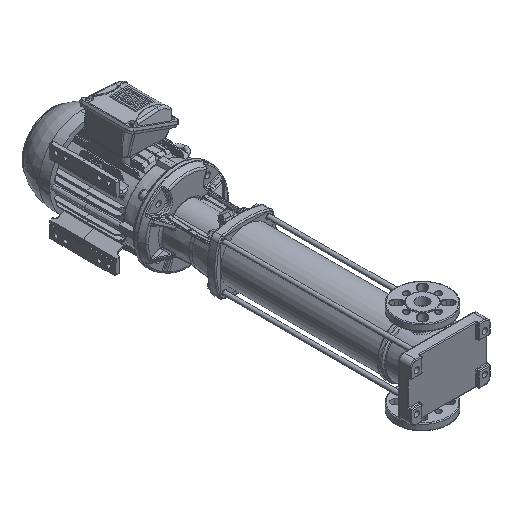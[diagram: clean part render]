
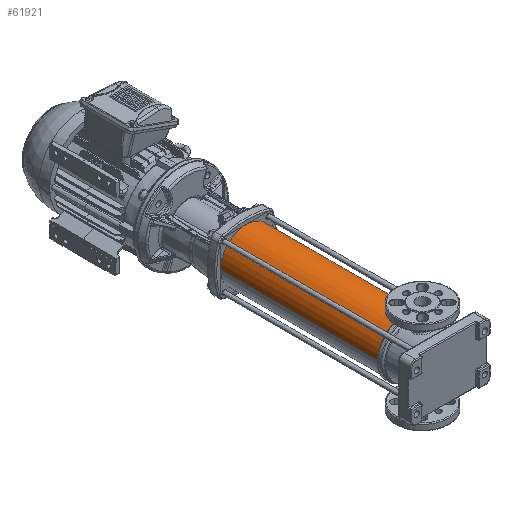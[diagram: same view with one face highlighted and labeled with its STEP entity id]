
A CAD part, isometric view. The second image highlights one B-rep face of the part: STEP entity #61921.
In plain terms, the highlighted cylindrical face has radius 68.75 mm (diameter 137.5 mm), a partial arc.
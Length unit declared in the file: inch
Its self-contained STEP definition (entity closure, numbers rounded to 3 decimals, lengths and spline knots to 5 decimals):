
#986 = CARTESIAN_POINT ( 'NONE',  ( 0., 1.85827, 2.70669 ) ) ;
#3779 = DIRECTION ( 'NONE',  ( 0., 0., -1. ) ) ;
#22422 = CARTESIAN_POINT ( 'NONE',  ( 0., 1.54331, 2.70669 ) ) ;
#22955 = CYLINDRICAL_SURFACE ( 'NONE', #57355, 2.70669 ) ;
#23732 = DIRECTION ( 'NONE',  ( 0., 0., 1. ) ) ;
#40003 = CIRCLE ( 'NONE', #45096, 2.70669 ) ;
#45096 = AXIS2_PLACEMENT_3D ( 'NONE', #85943, #134067, #3779 ) ;
#46155 = AXIS2_PLACEMENT_3D ( 'NONE', #141164, #93021, #83517 ) ;
#46862 = LINE ( 'NONE', #22422, #65653 ) ;
#46868 = EDGE_CURVE ( 'NONE', #128140, #85887, #154555, .T. ) ;
#49221 = CARTESIAN_POINT ( 'NONE',  ( 0., 18.36614, -2.70669 ) ) ;
#54164 = ORIENTED_EDGE ( 'NONE', *, *, #46868, .T. ) ;
#54189 = VERTEX_POINT ( 'NONE', #115642 ) ;
#57355 = AXIS2_PLACEMENT_3D ( 'NONE', #97107, #83711, #23732 ) ;
#59402 = ORIENTED_EDGE ( 'NONE', *, *, #92592, .F. ) ;
#61921 = ADVANCED_FACE ( 'NONE', ( #82927 ), #22955, .T. ) ;
#65653 = VECTOR ( 'NONE', #106852, 39.37008 ) ;
#66891 = VECTOR ( 'NONE', #145568, 39.37008 ) ;
#71827 = ORIENTED_EDGE ( 'NONE', *, *, #121108, .T. ) ;
#82927 = FACE_OUTER_BOUND ( 'NONE', #85590, .T. ) ;
#83517 = DIRECTION ( 'NONE',  ( 0., 0., 1. ) ) ;
#83711 = DIRECTION ( 'NONE',  ( 0., 1., 0. ) ) ;
#85590 = EDGE_LOOP ( 'NONE', ( #59402, #54164, #71827, #102256 ) ) ;
#85594 = LINE ( 'NONE', #135271, #66891 ) ;
#85887 = VERTEX_POINT ( 'NONE', #986 ) ;
#85943 = CARTESIAN_POINT ( 'NONE',  ( 0., 18.36614, 0. ) ) ;
#86319 = CARTESIAN_POINT ( 'NONE',  ( 0., 1.85827, -2.70669 ) ) ;
#92592 = EDGE_CURVE ( 'NONE', #128140, #154535, #85594, .T. ) ;
#93021 = DIRECTION ( 'NONE',  ( 0., 1., 0. ) ) ;
#97107 = CARTESIAN_POINT ( 'NONE',  ( 0., 1.54331, 0. ) ) ;
#100718 = EDGE_CURVE ( 'NONE', #54189, #154535, #40003, .T. ) ;
#102256 = ORIENTED_EDGE ( 'NONE', *, *, #100718, .T. ) ;
#106852 = DIRECTION ( 'NONE',  ( 0., 1., 0. ) ) ;
#115642 = CARTESIAN_POINT ( 'NONE',  ( 0., 18.36614, 2.70669 ) ) ;
#121108 = EDGE_CURVE ( 'NONE', #85887, #54189, #46862, .T. ) ;
#128140 = VERTEX_POINT ( 'NONE', #86319 ) ;
#134067 = DIRECTION ( 'NONE',  ( 0., -1., 0. ) ) ;
#135271 = CARTESIAN_POINT ( 'NONE',  ( 0., 1.54331, -2.70669 ) ) ;
#141164 = CARTESIAN_POINT ( 'NONE',  ( 0., 1.85827, 0. ) ) ;
#145568 = DIRECTION ( 'NONE',  ( 0., 1., 0. ) ) ;
#154535 = VERTEX_POINT ( 'NONE', #49221 ) ;
#154555 = CIRCLE ( 'NONE', #46155, 2.70669 ) ;
